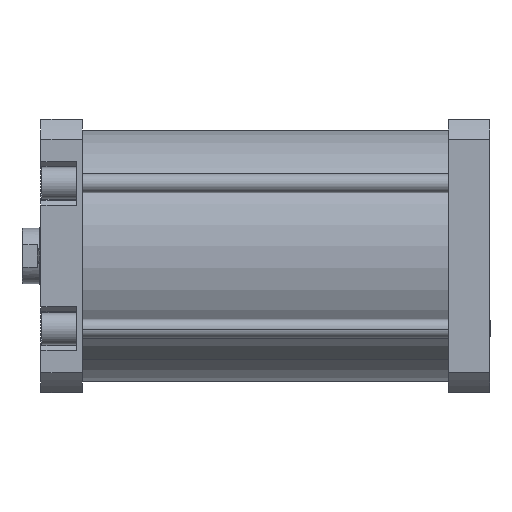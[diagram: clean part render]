
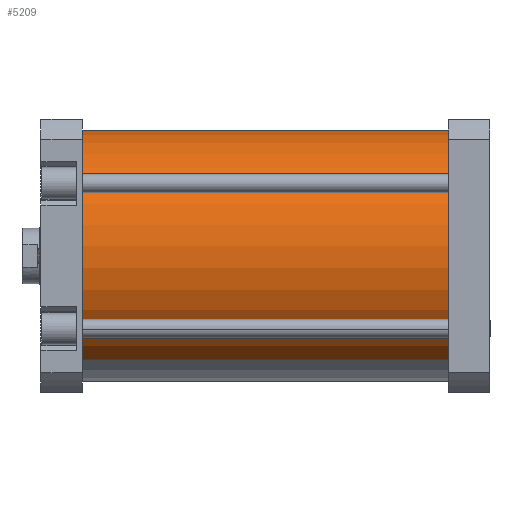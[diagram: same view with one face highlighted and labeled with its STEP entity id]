
A CAD part, front view. The second image highlights one B-rep face of the part: STEP entity #5209.
In plain terms, the highlighted cylindrical face has radius 66.5 mm (diameter 133 mm), a partial arc.
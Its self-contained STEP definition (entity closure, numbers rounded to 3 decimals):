
#1437 = DIRECTION ( 'NONE',  ( 0., 0., -1. ) ) ;
#1451 = DIRECTION ( 'NONE',  ( 1., 0., 0. ) ) ;
#1452 = DIRECTION ( 'NONE',  ( 0., 0., 1. ) ) ;
#1456 = DIRECTION ( 'NONE',  ( 1., 0., 0. ) ) ;
#1457 = DIRECTION ( 'NONE',  ( 0., 0., 1. ) ) ;
#1458 = CARTESIAN_POINT ( 'NONE',  ( 66.5, 0., 194. ) ) ;
#1461 = CARTESIAN_POINT ( 'NONE',  ( 0., 0., 194. ) ) ;
#1466 = CARTESIAN_POINT ( 'NONE',  ( 0., 0., 0. ) ) ;
#1495 = DIRECTION ( 'NONE',  ( 0., 0., -1. ) ) ;
#1506 = CARTESIAN_POINT ( 'NONE',  ( -66.5, 0., 194. ) ) ;
#2508 = AXIS2_PLACEMENT_3D ( 'NONE', #7304, #7303, #7302 ) ;
#2628 = EDGE_CURVE ( 'NONE', #5497, #5446, #3498, .T. ) ;
#2637 = EDGE_CURVE ( 'NONE', #5446, #5447, #3484, .T. ) ;
#2638 = EDGE_CURVE ( 'NONE', #5497, #5492, #3483, .T. ) ;
#2641 = EDGE_CURVE ( 'NONE', #5492, #5447, #3481, .T. ) ;
#3289 = AXIS2_PLACEMENT_3D ( 'NONE', #1466, #1457, #1456 ) ;
#3290 = AXIS2_PLACEMENT_3D ( 'NONE', #1461, #1452, #1451 ) ;
#3481 = LINE ( 'NONE', #1458, #3490 ) ;
#3483 = CIRCLE ( 'NONE', #3290, 66.5 ) ;
#3484 = CIRCLE ( 'NONE', #3289, 66.5 ) ;
#3490 = VECTOR ( 'NONE', #1437, 1000. ) ;
#3498 = LINE ( 'NONE', #1506, #3501 ) ;
#3501 = VECTOR ( 'NONE', #1495, 1000. ) ;
#3551 = ORIENTED_EDGE ( 'NONE', *, *, #2641, .F. ) ;
#3552 = ORIENTED_EDGE ( 'NONE', *, *, #2638, .F. ) ;
#3553 = ORIENTED_EDGE ( 'NONE', *, *, #2628, .T. ) ;
#3554 = ORIENTED_EDGE ( 'NONE', *, *, #2637, .T. ) ;
#4117 = EDGE_LOOP ( 'NONE', ( #3551, #3552, #3553, #3554 ) ) ;
#5209 = ADVANCED_FACE ( 'NONE', ( #6185 ), #6186, .T. ) ;
#5446 = VERTEX_POINT ( 'NONE', #7576 ) ;
#5447 = VERTEX_POINT ( 'NONE', #7577 ) ;
#5492 = VERTEX_POINT ( 'NONE', #7622 ) ;
#5497 = VERTEX_POINT ( 'NONE', #7627 ) ;
#6185 = FACE_OUTER_BOUND ( 'NONE', #4117, .T. ) ;
#6186 = CYLINDRICAL_SURFACE ( 'NONE', #2508, 66.5 ) ;
#7302 = DIRECTION ( 'NONE',  ( -1., 0., 0. ) ) ;
#7303 = DIRECTION ( 'NONE',  ( 0., 0., -1. ) ) ;
#7304 = CARTESIAN_POINT ( 'NONE',  ( 0., 0., 194. ) ) ;
#7576 = CARTESIAN_POINT ( 'NONE',  ( -66.5, 0., 0. ) ) ;
#7577 = CARTESIAN_POINT ( 'NONE',  ( 66.5, 0., 0. ) ) ;
#7622 = CARTESIAN_POINT ( 'NONE',  ( 66.5, 0., 194. ) ) ;
#7627 = CARTESIAN_POINT ( 'NONE',  ( -66.5, 0., 194. ) ) ;
